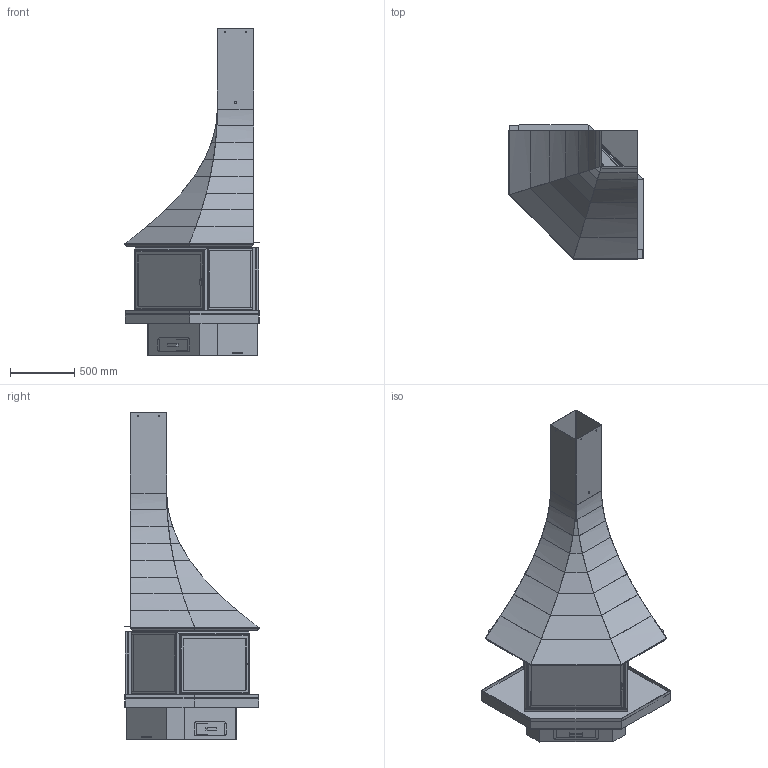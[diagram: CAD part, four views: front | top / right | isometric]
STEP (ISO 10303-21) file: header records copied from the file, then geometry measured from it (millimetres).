
FILE_DESCRIPTION(('STEP AP214'),'1');
FILE_NAME('.stp','2017-01-16T09:17:44',(' '),(' '),'Spatial InterOp 3D',' ',' ');
FILE_SCHEMA(('automotive_design'));
Length unit declared in the file: millimetre
Products named in the file (75): Face arrière partie basse; Face arrière partie haute; Coté droit; Coté gauche; Face avant; Fer plat droit face arrière; Fer plat gauche face arrière; vitre fixe; vitre porte; Julietta 985 Angle Foyer Fermé; Gabarit hotte; Support de socle 2; Support de socle; Support de socle (face arrière); Tiroir à cendres (Façade); Tiroir à cendres (Poignée); Socle; Plateau; Bandeau avant; Bandeau arrière; Bandeau intérieur; Support de foyer; Foyer 985 d'angle  33; Foyer 985 d'angle  32; Foyer 985 d'angle  31; Foyer 985 d'angle  30; Foyer 985 d'angle  29; Foyer 985 d'angle  28; Foyer 985 d'angle  27; Foyer 985 d'angle  26; Foyer 985 d'angle  25; Foyer 985 d'angle  24; Foyer 985 d'angle  23; Foyer 985 d'angle  22; Foyer 985 d'angle  21; Foyer 985 d'angle  20; Foyer 985 d'angle  19; Foyer 985 d'angle  18; Foyer 985 d'angle  17; Foyer 985 d'angle  16 ...
Assembly tree (41 placements, depth 4):
  (unnamed)
    Face arrière partie basse
    Face arrière partie haute
    Coté droit
    Coté gauche
    Face avant
    Fer plat droit face arrière
    Fer plat gauche face arrière
    vitre fixe
      vitre fixe
      vitre fixe
    vitre porte
    Gabarit hotte
      Julietta 985 Angle Foyer Fermé
        Julietta 985 Angle Foyer Fermé
        Julietta 985 Angle Foyer Fermé
        Julietta 985 Angle Foyer Fermé
        Julietta 985 Angle Foyer Fermé
        Julietta 985 Angle Foyer Fermé
    Support de socle 2
      Support de socle
      Support de socle (face arrière)
      Tiroir à cendres (Façade)
      Tiroir à cendres (Poignée)
    Socle
      Plateau
      Bandeau avant
      Bandeau arrière
      Bandeau intérieur
      Support de foyer
    Grille 985 M
      bordelet-20-003-v2-B
      bordelet-20-003-v2-A
      Plots
        Plots
        Plots
        Plots
      Rondin 10mm
  Foyer 985 d'angle  33
    Foyer (Face arrière)
    Foyer (Support de fibre Gauche)
    Foyer (Support de fibre droit)
    Coulissant
  Foyer 985 d'angle  32
  Foyer 985 d'angle  31
  Foyer 985 d'angle  30
Bounding box: 1046.66 x 1046.65 x 2550 mm (x, y, z)
Volume: 20806171.3 mm3; surface area: 19063403.5 mm2
Topology: 61 solids, 104 shells, 2960 faces, 7331 edges, 4377 vertices
Faces by surface type: cylinder 990, plane 909, bspline 843, sphere 104, torus 81, cone 33
Full cylindrical faces by diameter (mm): 2.5 x8, 3 x5, 3.2 x2, 4.2 x4, 5 x12, 5.5 x5, 5.6 x2, 6 x1, 6.2 x3, 7 x2, 8 x8, 9.3 x8, 10 x7, 17 x1
Entity records: 133926 total; most frequent: CARTESIAN_POINT 46784, ORIENTED_EDGE 13831, DIRECTION 11509, EDGE_CURVE 7009, VERTEX_POINT 4337, AXIS2_PLACEMENT_3D 4335, EDGE_LOOP 3195, FACE_OUTER_BOUND 2994
